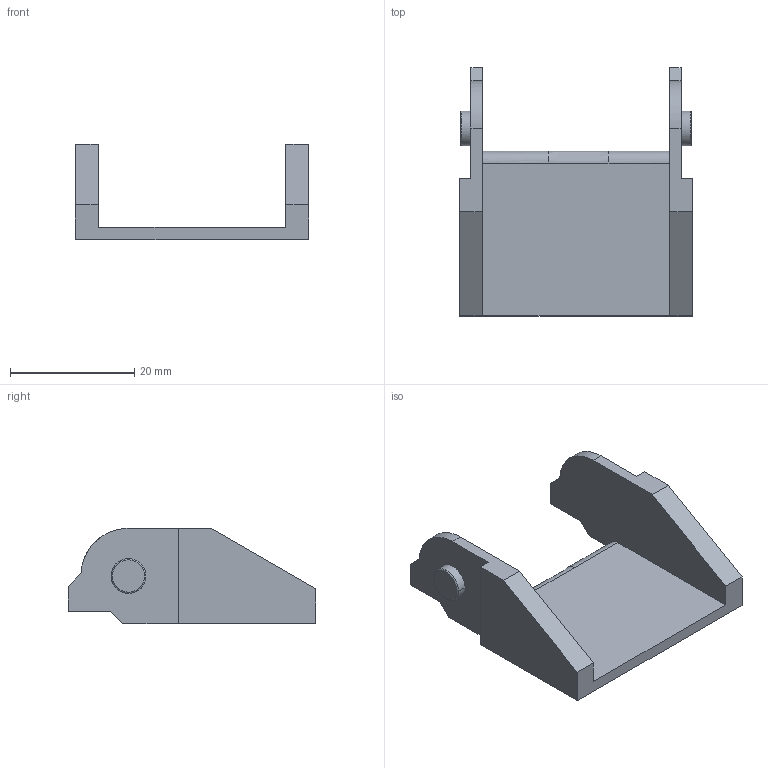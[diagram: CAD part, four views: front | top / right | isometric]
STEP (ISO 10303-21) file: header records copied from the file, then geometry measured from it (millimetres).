
FILE_DESCRIPTION(('FreeCAD Model'),'2;1');
FILE_NAME('Open CASCADE Shape Model','2023-05-10T12:34:48',(''),(''), 'Open CASCADE STEP processor 7.6','FreeCAD','Unknown');
FILE_SCHEMA(('AUTOMOTIVE_DESIGN { 1 0 10303 214 1 1 1 1 }'));
Length unit declared in the file: millimetre
Products named in the file (1): Body002
Bounding box: 37.5 x 39.9 x 15.31 mm (x, y, z)
Volume: 4604.1 mm3; surface area: 4256.9 mm2
Topology: 1 solids, 1 shells, 38 faces, 106 edges, 72 vertices
Faces by surface type: plane 23, bspline 14, extrusion 1
Entity records: 2901 total; most frequent: CARTESIAN_POINT 1368, B_SPLINE_CURVE_WITH_KNOTS 234, ORIENTED_EDGE 212, PCURVE 212, DEFINITIONAL_REPRESENTATION 212, EDGE_CURVE 106, SURFACE_CURVE 106, DIRECTION 94
